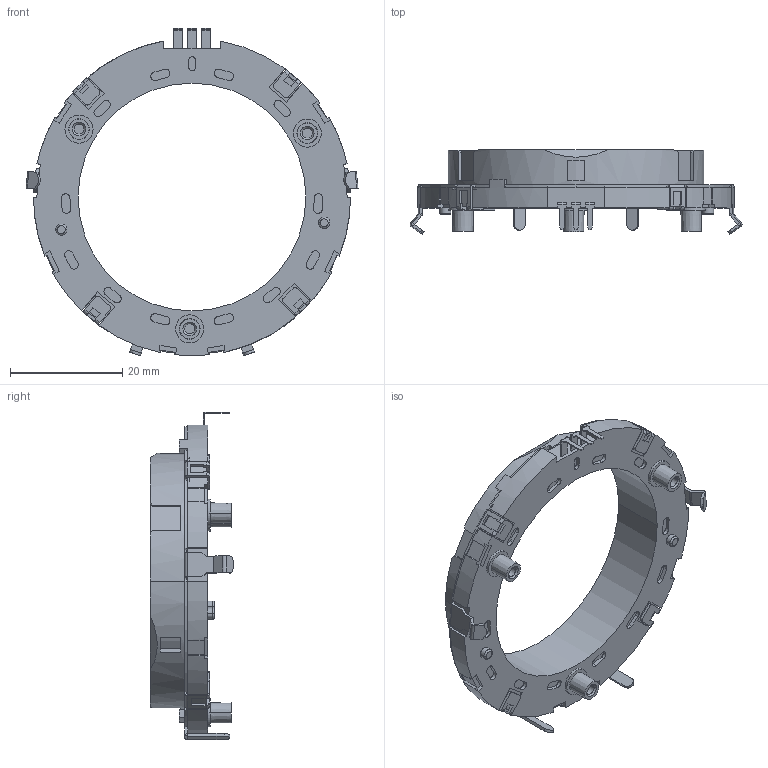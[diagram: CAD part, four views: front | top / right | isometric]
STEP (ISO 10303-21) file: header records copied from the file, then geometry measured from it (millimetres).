
FILE_DESCRIPTION((''),'2;1');
FILE_NAME('PER56','2019-08-30T',('Administrator'),(''),'PRO/ENGINEER BY PARAMETRIC TECHNOLOGY CORPORATION, 2011310','PRO/ENGINEER BY PARAMETRIC TECHNOLOGY CORPORATION, 2011310','');
FILE_SCHEMA(('CONFIG_CONTROL_DESIGN'));
Length unit declared in the file: millimetre
Products named in the file (6): 56-11; 56-3; 56-6; 56-5; 56-2; PER56
Assembly tree (5 placements, depth 2):
  PER56
    56-11
    56-3
    56-6
    56-5
    56-2
Bounding box: 59.16 x 14.96 x 58.4 mm (x, y, z)
Volume: 5758.5 mm3; surface area: 13428.2 mm2
Topology: 5 solids, 5 shells, 1015 faces, 2570 edges, 1612 vertices
Faces by surface type: plane 569, cylinder 382, bspline 34, torus 16, cone 14
Entity records: 31725 total; most frequent: CARTESIAN_POINT 6975, ORIENTED_EDGE 5140, DIRECTION 5138, EDGE_CURVE 2570, AXIS2_PLACEMENT_3D 1773, VERTEX_POINT 1612, VECTOR 1592, LINE 1592
